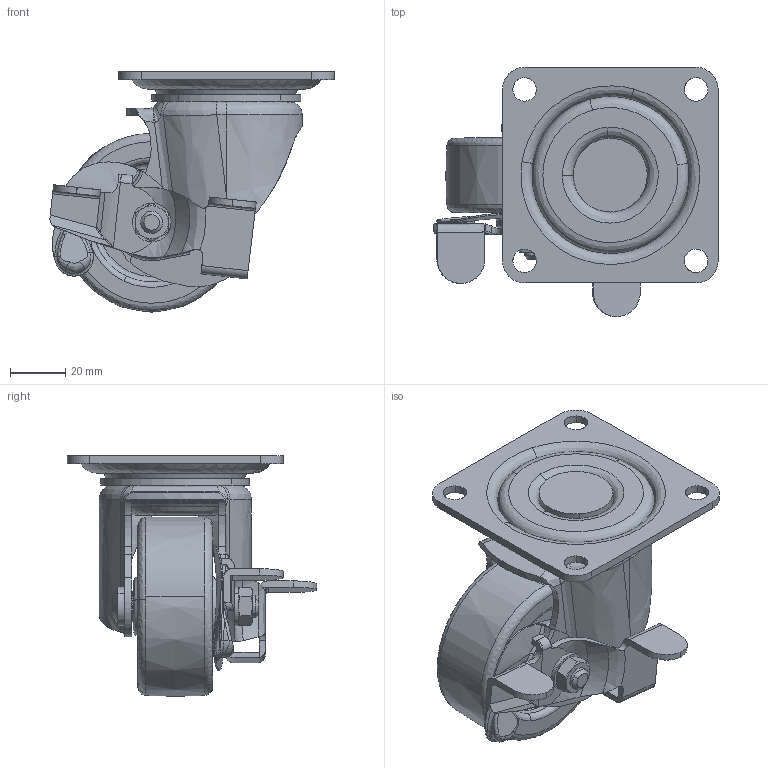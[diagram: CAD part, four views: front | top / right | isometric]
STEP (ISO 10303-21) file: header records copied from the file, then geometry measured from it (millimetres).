
FILE_DESCRIPTION((''),'2;1');
FILE_NAME('','2006-01-18T12:30:40',(''),(''),'','CADfix','');
FILE_SCHEMA(('AUTOMOTIVE_DESIGN'));
Length unit declared in the file: millimetre
Products named in the file (8): plate; lever; wheel; mounting plate; main shaft; body; axle; No_105JH_PS_31653_36
Assembly tree (7 placements, depth 2):
  No_105JH_PS_31653_36
    plate
    lever
    wheel
    mounting plate
    main shaft
    body
    axle
Bounding box: 102.83 x 90.13 x 87 mm (x, y, z)
Volume: 153338.9 mm3; surface area: 63589 mm2
Topology: 7 solids, 7 shells, 490 faces, 1506 edges, 1045 vertices
Faces by surface type: bspline 490
Entity records: 28170 total; most frequent: CARTESIAN_POINT 19231, ORIENTED_EDGE 3006, EDGE_CURVE 1503, B_SPLINE_CURVE_WITH_KNOTS 1113, VERTEX_POINT 1045, EDGE_LOOP 530, FACE_OUTER_BOUND 490, ADVANCED_FACE 490
